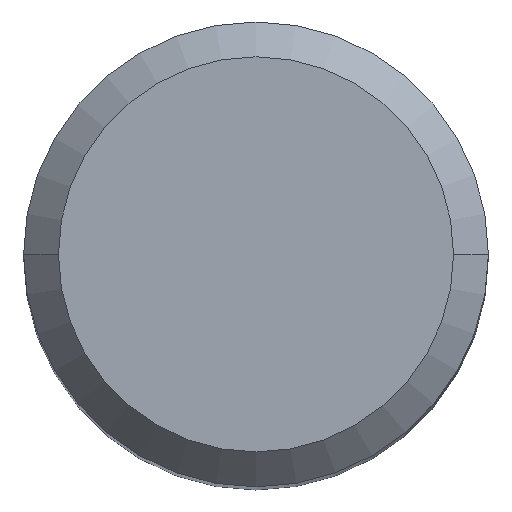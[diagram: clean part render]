
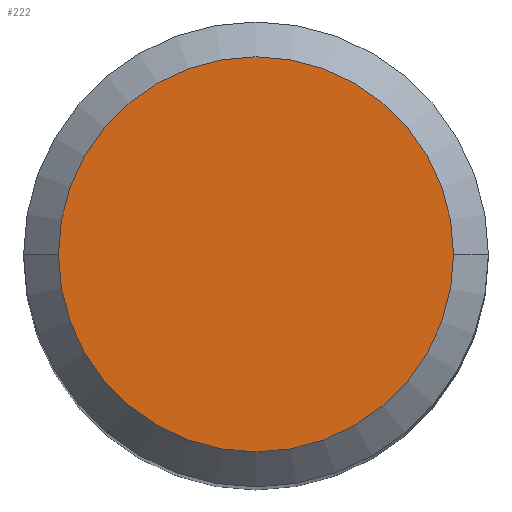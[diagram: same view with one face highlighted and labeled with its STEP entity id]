
A CAD part, top view. The second image highlights one B-rep face of the part: STEP entity #222.
In plain terms, the highlighted planar face has unit normal (0, 0, 1).
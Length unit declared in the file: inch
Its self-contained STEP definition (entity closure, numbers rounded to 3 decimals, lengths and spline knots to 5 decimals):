
#26 = CIRCLE ( 'NONE', #165, 0.16732 ) ;
#46 = EDGE_CURVE ( 'NONE', #80, #419, #171, .T. ) ;
#54 = ORIENTED_EDGE ( 'NONE', *, *, #69, .T. ) ;
#69 = EDGE_CURVE ( 'NONE', #419, #80, #26, .T. ) ;
#80 = VERTEX_POINT ( 'NONE', #360 ) ;
#121 = CARTESIAN_POINT ( 'NONE',  ( 0., 0., 0. ) ) ;
#165 = AXIS2_PLACEMENT_3D ( 'NONE', #435, #440, #198 ) ;
#171 = CIRCLE ( 'NONE', #471, 0.16732 ) ;
#190 = EDGE_LOOP ( 'NONE', ( #54, #284 ) ) ;
#198 = DIRECTION ( 'NONE',  ( 1., 0., 0. ) ) ;
#215 = PLANE ( 'NONE',  #329 ) ;
#222 = ADVANCED_FACE ( 'NONE', ( #330 ), #215, .F. ) ;
#245 = DIRECTION ( 'NONE',  ( -1., 0., 0. ) ) ;
#246 = CARTESIAN_POINT ( 'NONE',  ( 0., 0., 0. ) ) ;
#272 = CARTESIAN_POINT ( 'NONE',  ( -0.16732, 0., 0. ) ) ;
#284 = ORIENTED_EDGE ( 'NONE', *, *, #46, .T. ) ;
#287 = DIRECTION ( 'NONE',  ( 0., 0., -1. ) ) ;
#329 = AXIS2_PLACEMENT_3D ( 'NONE', #246, #287, #245 ) ;
#330 = FACE_OUTER_BOUND ( 'NONE', #190, .T. ) ;
#360 = CARTESIAN_POINT ( 'NONE',  ( 0.16732, 0., 0. ) ) ;
#394 = DIRECTION ( 'NONE',  ( 1., 0., 0. ) ) ;
#397 = DIRECTION ( 'NONE',  ( 0., 0., 1. ) ) ;
#419 = VERTEX_POINT ( 'NONE', #272 ) ;
#435 = CARTESIAN_POINT ( 'NONE',  ( 0., 0., 0. ) ) ;
#440 = DIRECTION ( 'NONE',  ( 0., 0., 1. ) ) ;
#471 = AXIS2_PLACEMENT_3D ( 'NONE', #121, #397, #394 ) ;
